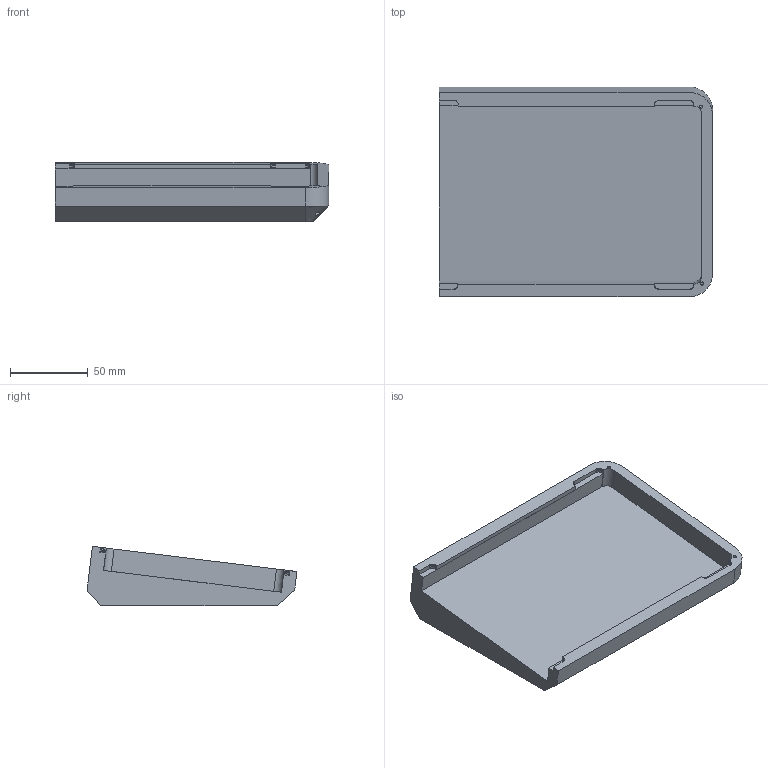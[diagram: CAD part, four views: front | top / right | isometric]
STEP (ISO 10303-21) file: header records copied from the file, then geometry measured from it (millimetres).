
FILE_DESCRIPTION(/* description */ (''),/* implementation_level */ '2;1');
FILE_NAME(/* name */ 'bottom right.step',/* time_stamp */ '2023-09-10T14:29:52-07:00',/* author */ (''),/* organization */ (''),/* preprocessor_version */ 'ST-DEVELOPER v20',/* originating_system */ 'Autodesk Translation Framework v12.9.0.99',/* authorisation */ '');
FILE_SCHEMA (('AUTOMOTIVE_DESIGN { 1 0 10303 214 3 1 1 }'));
Length unit declared in the file: millimetre
Products named in the file (1): (Unsaved)
Bounding box: 175.23 x 134.6 x 37.94 mm (x, y, z)
Volume: 392067.4 mm3; surface area: 66614 mm2
Topology: 1 solids, 1 shells, 131 faces, 380 edges, 251 vertices
Faces by surface type: plane 119, cylinder 8, bspline 4
Full cylindrical faces by diameter (mm): 2 x2
Entity records: 4446 total; most frequent: CARTESIAN_POINT 973, ORIENTED_EDGE 760, DIRECTION 634, EDGE_CURVE 380, LINE 350, VECTOR 350, VERTEX_POINT 251, AXIS2_PLACEMENT_3D 142
